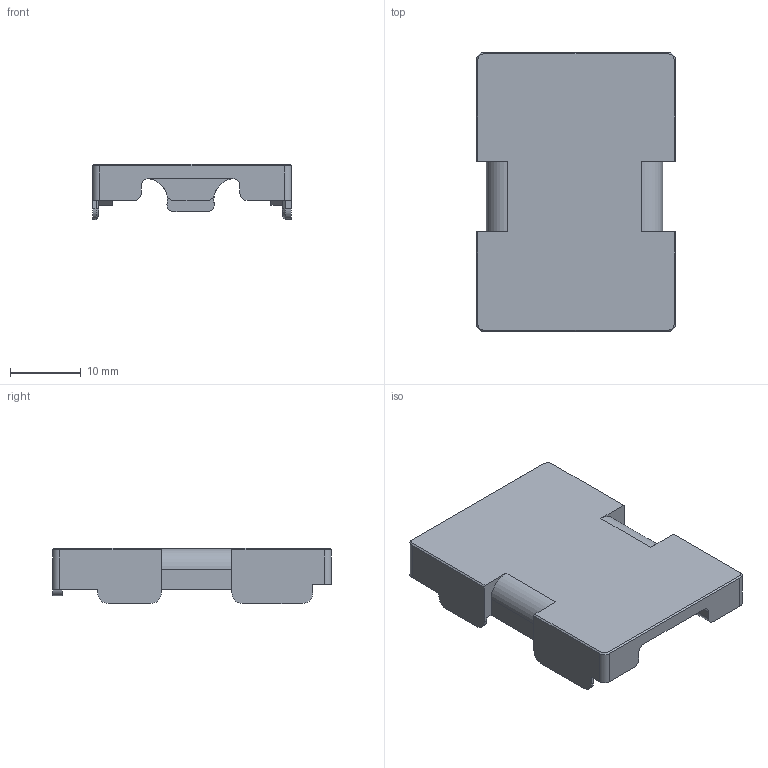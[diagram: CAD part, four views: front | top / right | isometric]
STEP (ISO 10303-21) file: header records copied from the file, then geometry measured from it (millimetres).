
FILE_DESCRIPTION(/* description */ (''),/* implementation_level */ '2;1');
FILE_NAME(/* name */ 'mcu-mount-c-cover.step',/* time_stamp */ '2023-09-16T07:35:41-04:00',/* author */ (''),/* organization */ (''),/* preprocessor_version */ 'ST-DEVELOPER v20',/* originating_system */ 'Autodesk Translation Framework v12.9.0.99',/* authorisation */ '');
FILE_SCHEMA (('AUTOMOTIVE_DESIGN { 1 0 10303 214 3 1 1 }'));
Length unit declared in the file: millimetre
Products named in the file (1): mcu-mount-c-cover
Bounding box: 28.2 x 39.54 x 7.8 mm (x, y, z)
Volume: 3236.9 mm3; surface area: 3315.4 mm2
Topology: 1 solids, 1 shells, 98 faces, 264 edges, 168 vertices
Faces by surface type: plane 60, cylinder 26, cone 12
Entity records: 3082 total; most frequent: CARTESIAN_POINT 531, ORIENTED_EDGE 528, DIRECTION 528, EDGE_CURVE 264, LINE 198, VECTOR 198, VERTEX_POINT 168, AXIS2_PLACEMENT_3D 165
